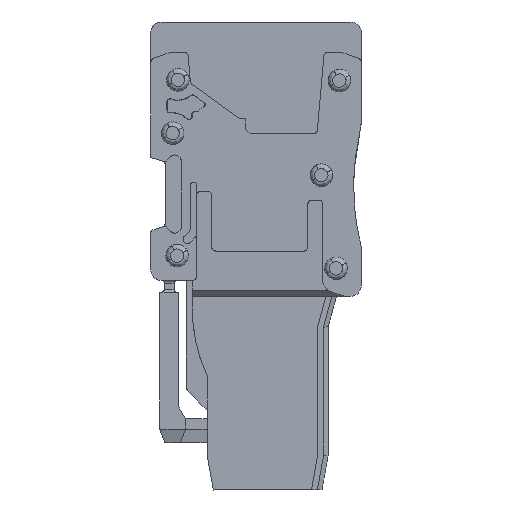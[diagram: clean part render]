
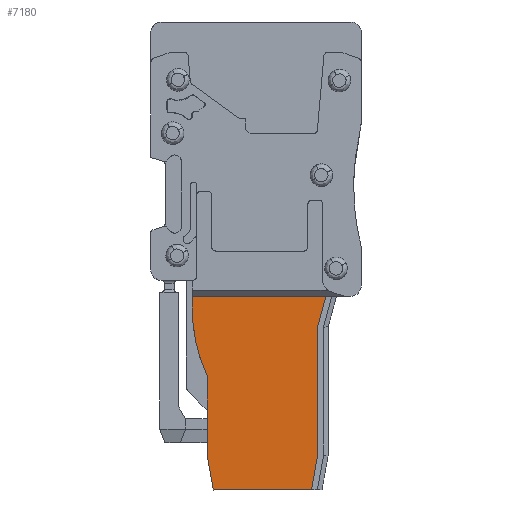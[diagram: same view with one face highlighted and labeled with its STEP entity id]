
A CAD part, left-side view. The second image highlights one B-rep face of the part: STEP entity #7180.
In plain terms, the highlighted planar face has unit normal (-1, 0, 0).
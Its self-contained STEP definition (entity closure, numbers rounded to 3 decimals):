
#7095=AXIS2_PLACEMENT_3D('Plane Axis2P3D',#7092,#7093,#7094) ;
#2788=CARTESIAN_POINT('Vertex',(2.87,11.25,12.9)) ;
#2791=CARTESIAN_POINT('Line Origine',(2.87,6.8,12.9)) ;
#2795=CARTESIAN_POINT('Vertex',(2.87,2.35,12.9)) ;
#7066=CARTESIAN_POINT('Vertex',(2.87,11.25,12.183)) ;
#7071=CARTESIAN_POINT('Line Origine',(2.87,11.25,12.541)) ;
#7092=CARTESIAN_POINT('Axis2P3D Location',(2.87,2.9,12.9)) ;
#7097=CARTESIAN_POINT('Line Origine',(2.87,2.622,11.886)) ;
#7101=CARTESIAN_POINT('Vertex',(2.87,2.893,10.873)) ;
#7105=CARTESIAN_POINT('Control Point',(2.87,11.25,12.183)) ;
#7106=CARTESIAN_POINT('Control Point',(2.87,11.25,11.709)) ;
#7107=CARTESIAN_POINT('Control Point',(2.87,11.225,11.237)) ;
#7108=CARTESIAN_POINT('Control Point',(2.87,11.174,10.767)) ;
#7109=CARTESIAN_POINT('Control Point',(2.87,11.098,10.3)) ;
#7110=CARTESIAN_POINT('Control Point',(2.87,10.997,9.837)) ;
#7111=CARTESIAN_POINT('Vertex',(2.87,10.997,9.837)) ;
#7115=CARTESIAN_POINT('Control Point',(2.87,10.997,9.837)) ;
#7116=CARTESIAN_POINT('Control Point',(2.87,10.896,9.375)) ;
#7117=CARTESIAN_POINT('Control Point',(2.87,10.771,8.919)) ;
#7118=CARTESIAN_POINT('Control Point',(2.87,10.621,8.47)) ;
#7119=CARTESIAN_POINT('Control Point',(2.87,10.447,8.031)) ;
#7120=CARTESIAN_POINT('Control Point',(2.87,10.25,7.6)) ;
#7121=CARTESIAN_POINT('Vertex',(2.87,10.25,7.6)) ;
#7124=CARTESIAN_POINT('Line Origine',(2.87,10.25,4.95)) ;
#7128=CARTESIAN_POINT('Vertex',(2.87,10.25,2.3)) ;
#7131=CARTESIAN_POINT('Line Origine',(2.87,10.047,1.15)) ;
#7135=CARTESIAN_POINT('Vertex',(2.87,9.844,0.)) ;
#7138=CARTESIAN_POINT('Line Origine',(2.87,6.575,0.)) ;
#7142=CARTESIAN_POINT('Vertex',(2.87,3.306,0.)) ;
#7145=CARTESIAN_POINT('Line Origine',(2.87,3.103,1.15)) ;
#7149=CARTESIAN_POINT('Vertex',(2.87,2.9,2.3)) ;
#7152=CARTESIAN_POINT('Line Origine',(2.87,2.9,6.561)) ;
#7156=CARTESIAN_POINT('Vertex',(2.87,2.9,10.821)) ;
#7160=CARTESIAN_POINT('Control Point',(2.87,2.9,10.821)) ;
#7161=CARTESIAN_POINT('Control Point',(2.87,2.9,10.832)) ;
#7162=CARTESIAN_POINT('Control Point',(2.87,2.899,10.842)) ;
#7163=CARTESIAN_POINT('Control Point',(2.87,2.898,10.852)) ;
#7164=CARTESIAN_POINT('Control Point',(2.87,2.896,10.863)) ;
#7165=CARTESIAN_POINT('Control Point',(2.87,2.893,10.873)) ;
#2792=DIRECTION('Vector Direction',(0.,1.,0.)) ;
#7072=DIRECTION('Vector Direction',(0.,0.,-1.)) ;
#7093=DIRECTION('Axis2P3D Direction',(-1.,0.,0.)) ;
#7094=DIRECTION('Axis2P3D XDirection',(0.,-1.,0.)) ;
#7098=DIRECTION('Vector Direction',(0.,-0.259,0.966)) ;
#7125=DIRECTION('Vector Direction',(0.,0.,1.)) ;
#7132=DIRECTION('Vector Direction',(0.,0.174,0.985)) ;
#7139=DIRECTION('Vector Direction',(0.,-1.,0.)) ;
#7146=DIRECTION('Vector Direction',(0.,-0.174,0.985)) ;
#7153=DIRECTION('Vector Direction',(0.,0.,1.)) ;
#2793=VECTOR('Line Direction',#2792,1.) ;
#7073=VECTOR('Line Direction',#7072,1.) ;
#7099=VECTOR('Line Direction',#7098,1.) ;
#7126=VECTOR('Line Direction',#7125,1.) ;
#7133=VECTOR('Line Direction',#7132,1.) ;
#7140=VECTOR('Line Direction',#7139,1.) ;
#7147=VECTOR('Line Direction',#7146,1.) ;
#7154=VECTOR('Line Direction',#7153,1.) ;
#7168=ORIENTED_EDGE('',*,*,#7103,.T.) ;
#7169=ORIENTED_EDGE('',*,*,#2797,.T.) ;
#7170=ORIENTED_EDGE('',*,*,#7075,.T.) ;
#7171=ORIENTED_EDGE('',*,*,#7113,.T.) ;
#7172=ORIENTED_EDGE('',*,*,#7123,.T.) ;
#7173=ORIENTED_EDGE('',*,*,#7130,.F.) ;
#7174=ORIENTED_EDGE('',*,*,#7137,.F.) ;
#7175=ORIENTED_EDGE('',*,*,#7144,.T.) ;
#7176=ORIENTED_EDGE('',*,*,#7151,.T.) ;
#7177=ORIENTED_EDGE('',*,*,#7158,.T.) ;
#7178=ORIENTED_EDGE('',*,*,#7166,.T.) ;
#7180=ADVANCED_FACE('V1',(#7179),#7096,.T.) ;
#7104=B_SPLINE_CURVE_WITH_KNOTS('',5,(#7105,#7106,#7107,#7108,#7109,#7110),.UNSPECIFIED.,.F.,.U.,(6,6),(0.,3.346),.UNSPECIFIED.) ;
#7114=B_SPLINE_CURVE_WITH_KNOTS('',5,(#7115,#7116,#7117,#7118,#7119,#7120),.UNSPECIFIED.,.F.,.U.,(6,6),(0.,3.346),.UNSPECIFIED.) ;
#7159=B_SPLINE_CURVE_WITH_KNOTS('',5,(#7160,#7161,#7162,#7163,#7164,#7165),.UNSPECIFIED.,.F.,.U.,(6,6),(0.,0.074),.UNSPECIFIED.) ;
#2797=EDGE_CURVE('',#2796,#2789,#2794,.T.) ;
#7075=EDGE_CURVE('',#2789,#7067,#7074,.T.) ;
#7103=EDGE_CURVE('',#7102,#2796,#7100,.T.) ;
#7113=EDGE_CURVE('',#7067,#7112,#7104,.T.) ;
#7123=EDGE_CURVE('',#7112,#7122,#7114,.T.) ;
#7130=EDGE_CURVE('',#7129,#7122,#7127,.T.) ;
#7137=EDGE_CURVE('',#7136,#7129,#7134,.T.) ;
#7144=EDGE_CURVE('',#7136,#7143,#7141,.T.) ;
#7151=EDGE_CURVE('',#7143,#7150,#7148,.T.) ;
#7158=EDGE_CURVE('',#7150,#7157,#7155,.T.) ;
#7166=EDGE_CURVE('',#7157,#7102,#7159,.T.) ;
#7167=EDGE_LOOP('',(#7168,#7169,#7170,#7171,#7172,#7173,#7174,#7175,#7176,#7177,#7178)) ;
#7179=FACE_OUTER_BOUND('',#7167,.T.) ;
#2794=LINE('Line',#2791,#2793) ;
#7074=LINE('Line',#7071,#7073) ;
#7100=LINE('Line',#7097,#7099) ;
#7127=LINE('Line',#7124,#7126) ;
#7134=LINE('Line',#7131,#7133) ;
#7141=LINE('Line',#7138,#7140) ;
#7148=LINE('Line',#7145,#7147) ;
#7155=LINE('Line',#7152,#7154) ;
#7096=PLANE('',#7095) ;
#2789=VERTEX_POINT('',#2788) ;
#2796=VERTEX_POINT('',#2795) ;
#7067=VERTEX_POINT('',#7066) ;
#7102=VERTEX_POINT('',#7101) ;
#7112=VERTEX_POINT('',#7111) ;
#7122=VERTEX_POINT('',#7121) ;
#7129=VERTEX_POINT('',#7128) ;
#7136=VERTEX_POINT('',#7135) ;
#7143=VERTEX_POINT('',#7142) ;
#7150=VERTEX_POINT('',#7149) ;
#7157=VERTEX_POINT('',#7156) ;
